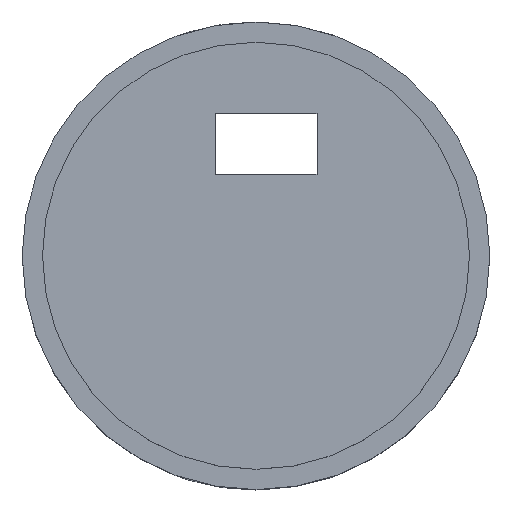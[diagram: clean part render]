
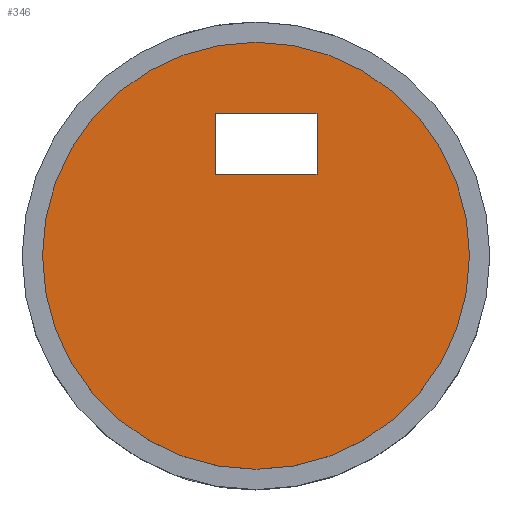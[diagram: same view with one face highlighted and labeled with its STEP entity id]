
A CAD part, top view. The second image highlights one B-rep face of the part: STEP entity #346.
In plain terms, the highlighted planar face has unit normal (0, 0, 1).
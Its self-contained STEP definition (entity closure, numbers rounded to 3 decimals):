
#36=LINE('',#555,#67);
#39=LINE('',#561,#70);
#42=LINE('',#567,#73);
#45=LINE('',#571,#76);
#67=VECTOR('',#455,10.);
#70=VECTOR('',#460,10.);
#73=VECTOR('',#465,10.);
#76=VECTOR('',#470,10.);
#86=FACE_BOUND('',#131,.T.);
#105=FACE_OUTER_BOUND('',#130,.T.);
#130=EDGE_LOOP('',(#306));
#131=EDGE_LOOP('',(#307,#308,#309,#310));
#147=CIRCLE('',#392,52.5);
#168=VERTEX_POINT('',#552);
#169=VERTEX_POINT('',#554);
#171=VERTEX_POINT('',#560);
#173=VERTEX_POINT('',#566);
#177=VERTEX_POINT('',#584);
#206=EDGE_CURVE('',#169,#168,#36,.T.);
#209=EDGE_CURVE('',#171,#169,#39,.T.);
#212=EDGE_CURVE('',#173,#171,#42,.T.);
#215=EDGE_CURVE('',#168,#173,#45,.T.);
#221=EDGE_CURVE('',#177,#177,#147,.T.);
#306=ORIENTED_EDGE('',*,*,#221,.T.);
#307=ORIENTED_EDGE('',*,*,#212,.T.);
#308=ORIENTED_EDGE('',*,*,#209,.T.);
#309=ORIENTED_EDGE('',*,*,#206,.T.);
#310=ORIENTED_EDGE('',*,*,#215,.T.);
#327=PLANE('',#393);
#346=ADVANCED_FACE('',(#105,#86),#327,.T.);
#392=AXIS2_PLACEMENT_3D('',#585,#487,#488);
#393=AXIS2_PLACEMENT_3D('',#587,#490,#491);
#455=DIRECTION('',(0.,-1.,0.));
#460=DIRECTION('',(1.,0.,0.));
#465=DIRECTION('',(0.,1.,0.));
#470=DIRECTION('',(-1.,0.,0.));
#487=DIRECTION('center_axis',(0.,0.,1.));
#488=DIRECTION('ref_axis',(1.,0.,0.));
#490=DIRECTION('center_axis',(0.,0.,1.));
#491=DIRECTION('ref_axis',(1.,0.,0.));
#552=CARTESIAN_POINT('',(15.,20.,50.));
#554=CARTESIAN_POINT('',(15.,35.,50.));
#555=CARTESIAN_POINT('',(15.,10.,50.));
#560=CARTESIAN_POINT('',(-10.,35.,50.));
#561=CARTESIAN_POINT('',(7.5,35.,50.));
#566=CARTESIAN_POINT('',(-10.,20.,50.));
#567=CARTESIAN_POINT('',(-10.,17.5,50.));
#571=CARTESIAN_POINT('',(-5.,20.,50.));
#584=CARTESIAN_POINT('',(-52.5,0.,50.));
#585=CARTESIAN_POINT('Origin',(0.,0.,50.));
#587=CARTESIAN_POINT('Origin',(0.,0.,50.));
